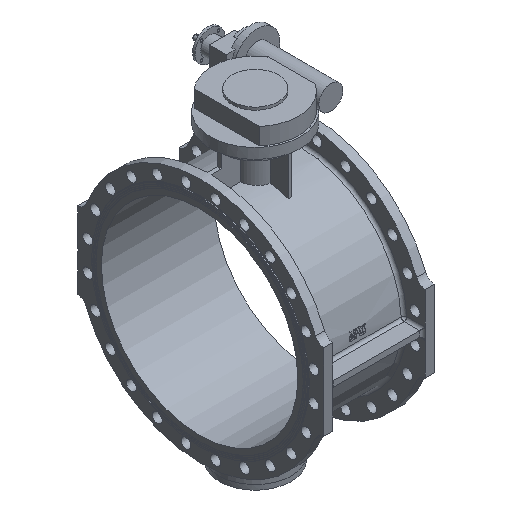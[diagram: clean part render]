
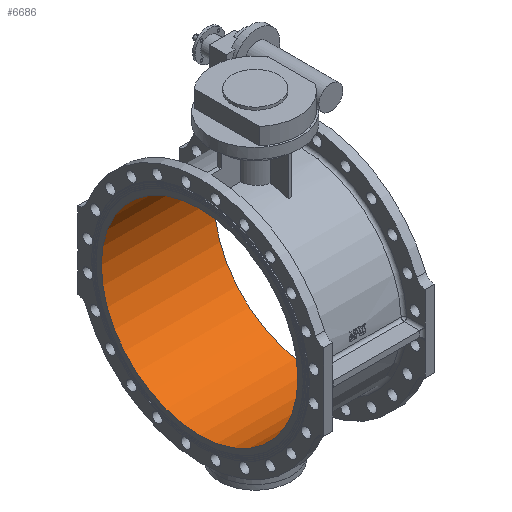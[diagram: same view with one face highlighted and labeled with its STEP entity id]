
A CAD part, isometric view. The second image highlights one B-rep face of the part: STEP entity #6686.
In plain terms, the highlighted cylindrical face has radius 409.5 mm (diameter 819 mm), a full revolution.
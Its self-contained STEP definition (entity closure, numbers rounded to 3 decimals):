
#293 = CARTESIAN_POINT ( 'NONE',  ( -235., 0., 0. ) ) ;
#294 = DIRECTION ( 'NONE',  ( -1., 0., 0. ) ) ;
#295 = DIRECTION ( 'NONE',  ( 0., 0., 1. ) ) ;
#1958 = EDGE_LOOP ( 'NONE', ( #22395 ) ) ;
#1977 = EDGE_LOOP ( 'NONE', ( #22396 ) ) ;
#2705 = DIRECTION ( 'NONE',  ( -1., 0., 0. ) ) ;
#2706 = DIRECTION ( 'NONE',  ( 0., 0., 1. ) ) ;
#2709 = CARTESIAN_POINT ( 'NONE',  ( 0., 0., 0. ) ) ;
#6686 = ADVANCED_FACE ( 'NONE', ( #8584, #8587 ), #8589, .F. ) ;
#7019 = CIRCLE ( 'NONE', #24455, 409.5 ) ;
#7319 = CIRCLE ( 'NONE', #24543, 409.5 ) ;
#7955 = VERTEX_POINT ( 'NONE', #16394 ) ;
#7992 = VERTEX_POINT ( 'NONE', #16431 ) ;
#8584 = FACE_OUTER_BOUND ( 'NONE', #1958, .T. ) ;
#8587 = FACE_OUTER_BOUND ( 'NONE', #1977, .T. ) ;
#8589 = CYLINDRICAL_SURFACE ( 'NONE', #24173, 409.5 ) ;
#10409 = CARTESIAN_POINT ( 'NONE',  ( 235., 0., 0. ) ) ;
#10410 = DIRECTION ( 'NONE',  ( -1., 0., 0. ) ) ;
#10411 = DIRECTION ( 'NONE',  ( 0., 0., 1. ) ) ;
#16394 = CARTESIAN_POINT ( 'NONE',  ( -235., 0., 409.5 ) ) ;
#16431 = CARTESIAN_POINT ( 'NONE',  ( 235., 0., 409.5 ) ) ;
#16918 = EDGE_CURVE ( 'NONE', #7955, #7955, #7019, .T. ) ;
#19748 = EDGE_CURVE ( 'NONE', #7992, #7992, #7319, .T. ) ;
#22395 = ORIENTED_EDGE ( 'NONE', *, *, #16918, .T. ) ;
#22396 = ORIENTED_EDGE ( 'NONE', *, *, #19748, .F. ) ;
#24173 = AXIS2_PLACEMENT_3D ( 'NONE', #2709, #2705, #2706 ) ;
#24455 = AXIS2_PLACEMENT_3D ( 'NONE', #293, #294, #295 ) ;
#24543 = AXIS2_PLACEMENT_3D ( 'NONE', #10409, #10410, #10411 ) ;
